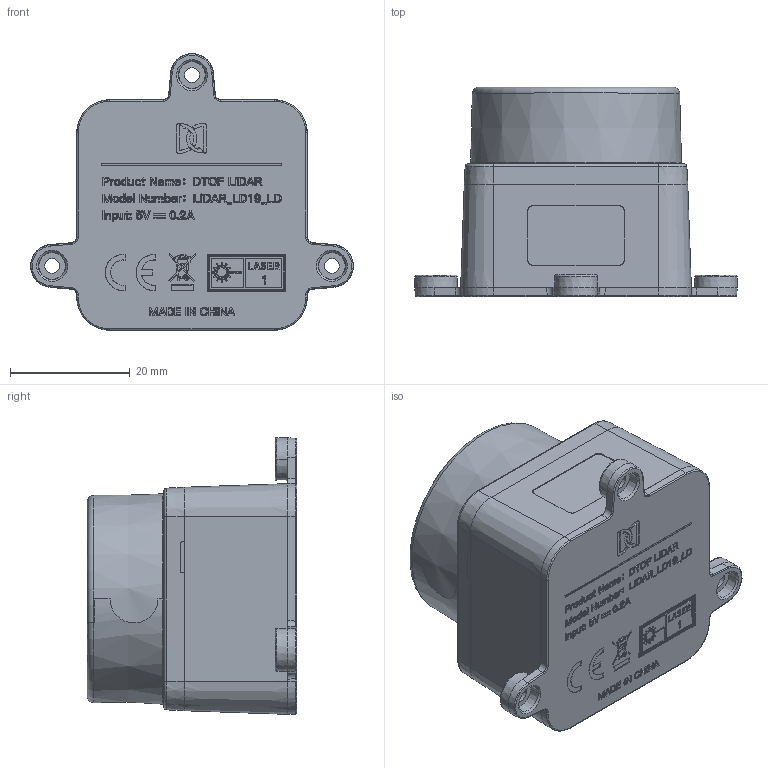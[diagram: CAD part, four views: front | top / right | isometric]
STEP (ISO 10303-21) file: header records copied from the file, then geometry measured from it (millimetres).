
FILE_DESCRIPTION((''),'2;1');
FILE_NAME('00_LD19-TOF_WAIFA_ASM','2022-03-15T16:51:53',('3080mt'),(''),'CREO PARAMETRIC BY PTC INC, 2020154','CREO PARAMETRIC BY PTC INC, 2020154','');
FILE_SCHEMA(('AUTOMOTIVE_DESIGN { 1 0 10303 214 1 1 1 1 }'));
Products named in the file (3): 00_LD19-TOF_WAIFA; PA2X6; 00_LD19-TOF_WAIFA_ASM
Assembly tree (5 placements, depth 2):
  00_LD19-TOF_WAIFA_ASM
    00_LD19-TOF_WAIFA
    PA2X6  x4
Bounding box: 53.97 x 35 x 46.28 mm (x, y, z)
Volume: 59.4 mm3; surface area: 24036.7 mm2
Topology: 4 solids, 8 shells, 3071 faces, 8336 edges, 5427 vertices
Faces by surface type: plane 1470, bspline 737, cylinder 381, cone 333, torus 140, sphere 10
Entity records: 128938 total; most frequent: CARTESIAN_POINT 60362, ORIENTED_EDGE 15876, DIRECTION 11346, EDGE_CURVE 7938, VERTEX_POINT 5169, VECTOR 4218, LINE 4218, AXIS2_PLACEMENT_3D 3564
